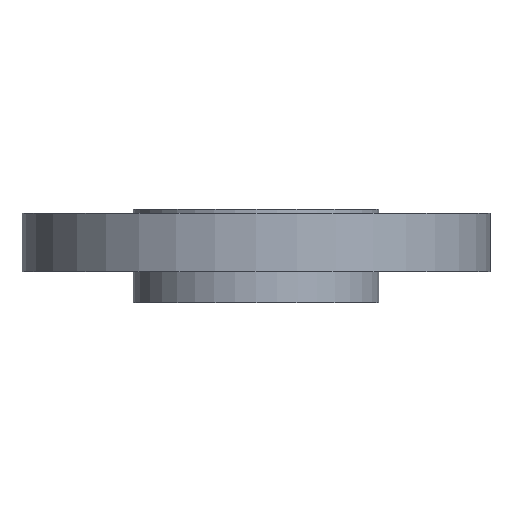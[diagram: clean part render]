
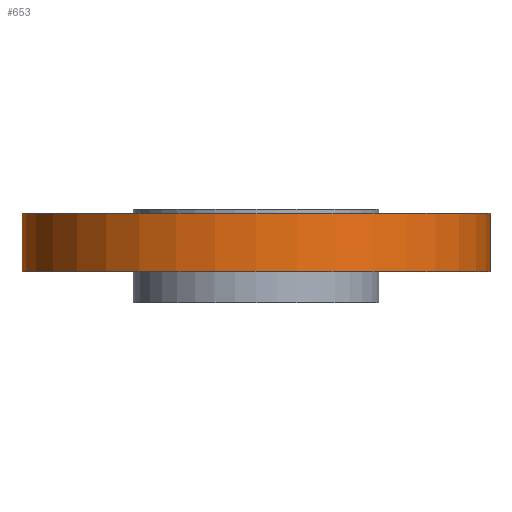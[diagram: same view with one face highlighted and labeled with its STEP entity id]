
A CAD part, front view. The second image highlights one B-rep face of the part: STEP entity #653.
In plain terms, the highlighted cylindrical face has radius 95.25 mm (diameter 190.5 mm), a partial arc.
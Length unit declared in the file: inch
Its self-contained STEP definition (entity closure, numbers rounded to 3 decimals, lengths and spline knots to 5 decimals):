
#3 = CARTESIAN_POINT ( 'NONE',  ( 3.75, 0., -1. ) ) ;
#14 = CARTESIAN_POINT ( 'NONE',  ( 0., 0., -11.6066 ) ) ;
#17 = DIRECTION ( 'NONE',  ( 1., 0., 0. ) ) ;
#65 = CARTESIAN_POINT ( 'NONE',  ( -3.75, 0., -1. ) ) ;
#74 = VERTEX_POINT ( 'NONE', #65 ) ;
#83 = EDGE_CURVE ( 'NONE', #997, #510, #685, .T. ) ;
#87 = DIRECTION ( 'NONE',  ( 1., 0., 0. ) ) ;
#95 = DIRECTION ( 'NONE',  ( 0., 0., 1. ) ) ;
#97 = EDGE_CURVE ( 'NONE', #577, #510, #220, .T. ) ;
#122 = VECTOR ( 'NONE', #224, 39.37008 ) ;
#132 = EDGE_LOOP ( 'NONE', ( #193, #797, #331, #879 ) ) ;
#169 = DIRECTION ( 'NONE',  ( 0., 0., -1. ) ) ;
#193 = ORIENTED_EDGE ( 'NONE', *, *, #473, .F. ) ;
#220 = CIRCLE ( 'NONE', #430, 3.75 ) ;
#224 = DIRECTION ( 'NONE',  ( 0., 0., 1. ) ) ;
#228 = DIRECTION ( 'NONE',  ( 0., 0., 1. ) ) ;
#300 = CIRCLE ( 'NONE', #749, 3.75 ) ;
#331 = ORIENTED_EDGE ( 'NONE', *, *, #83, .T. ) ;
#384 = CARTESIAN_POINT ( 'NONE',  ( 0., 0., -0.0625 ) ) ;
#385 = CARTESIAN_POINT ( 'NONE',  ( -3.75, 0., -11.6066 ) ) ;
#398 = CARTESIAN_POINT ( 'NONE',  ( 0., 0., -1. ) ) ;
#430 = AXIS2_PLACEMENT_3D ( 'NONE', #384, #228, #537 ) ;
#473 = EDGE_CURVE ( 'NONE', #74, #577, #686, .T. ) ;
#510 = VERTEX_POINT ( 'NONE', #612 ) ;
#537 = DIRECTION ( 'NONE',  ( 1., 0., 0. ) ) ;
#554 = AXIS2_PLACEMENT_3D ( 'NONE', #14, #95, #17 ) ;
#577 = VERTEX_POINT ( 'NONE', #878 ) ;
#612 = CARTESIAN_POINT ( 'NONE',  ( 3.75, 0., -0.0625 ) ) ;
#653 = ADVANCED_FACE ( 'NONE', ( #711 ), #945, .T. ) ;
#685 = LINE ( 'NONE', #920, #122 ) ;
#686 = LINE ( 'NONE', #385, #952 ) ;
#696 = DIRECTION ( 'NONE',  ( 0., 0., 1. ) ) ;
#711 = FACE_OUTER_BOUND ( 'NONE', #132, .T. ) ;
#749 = AXIS2_PLACEMENT_3D ( 'NONE', #398, #169, #87 ) ;
#797 = ORIENTED_EDGE ( 'NONE', *, *, #998, .F. ) ;
#878 = CARTESIAN_POINT ( 'NONE',  ( -3.75, 0., -0.0625 ) ) ;
#879 = ORIENTED_EDGE ( 'NONE', *, *, #97, .F. ) ;
#920 = CARTESIAN_POINT ( 'NONE',  ( 3.75, 0., -11.6066 ) ) ;
#945 = CYLINDRICAL_SURFACE ( 'NONE', #554, 3.75 ) ;
#952 = VECTOR ( 'NONE', #696, 39.37008 ) ;
#997 = VERTEX_POINT ( 'NONE', #3 ) ;
#998 = EDGE_CURVE ( 'NONE', #997, #74, #300, .T. ) ;
